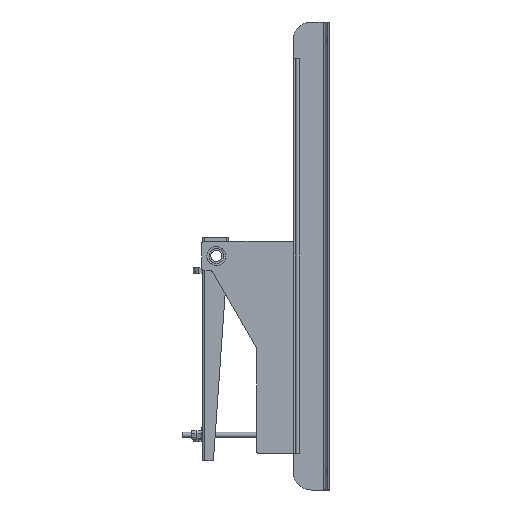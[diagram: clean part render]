
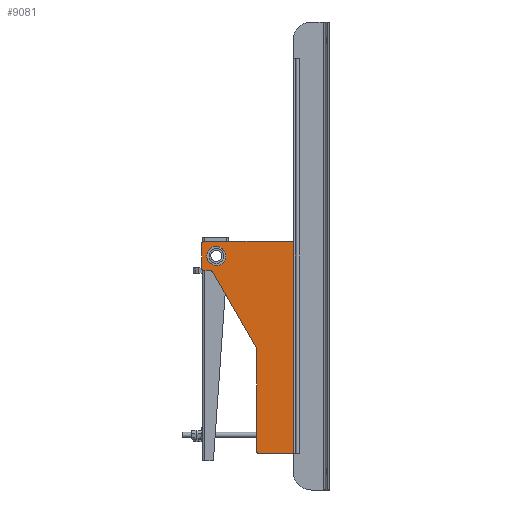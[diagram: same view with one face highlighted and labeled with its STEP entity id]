
A CAD part, left-side view. The second image highlights one B-rep face of the part: STEP entity #9081.
In plain terms, the highlighted face is planar.
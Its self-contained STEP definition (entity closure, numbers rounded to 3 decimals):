
#71 = PLANE ( 'NONE',  #7060 ) ;
#74 = ORIENTED_EDGE ( 'NONE', *, *, #215, .T. ) ;
#215 = EDGE_CURVE ( 'NONE', #7576, #462, #4423, .T. ) ;
#299 = VECTOR ( 'NONE', #6424, 1000. ) ;
#382 = VERTEX_POINT ( 'NONE', #3919 ) ;
#392 = LINE ( 'NONE', #6570, #8165 ) ;
#399 = EDGE_CURVE ( 'NONE', #462, #12763, #9515, .T. ) ;
#462 = VERTEX_POINT ( 'NONE', #9382 ) ;
#491 = DIRECTION ( 'NONE',  ( 0., 0., -1. ) ) ;
#689 = VERTEX_POINT ( 'NONE', #13235 ) ;
#693 = CARTESIAN_POINT ( 'NONE',  ( 174.725, -476.147, 8. ) ) ;
#739 = LINE ( 'NONE', #4885, #3973 ) ;
#803 = DIRECTION ( 'NONE',  ( -1., 0., 0. ) ) ;
#1101 = VERTEX_POINT ( 'NONE', #2785 ) ;
#1150 = ORIENTED_EDGE ( 'NONE', *, *, #9090, .T. ) ;
#1608 = CARTESIAN_POINT ( 'NONE',  ( 114.725, -510.147, 8. ) ) ;
#1652 = EDGE_CURVE ( 'NONE', #1101, #2194, #11061, .T. ) ;
#1959 = EDGE_LOOP ( 'NONE', ( #3694, #5863 ) ) ;
#1979 = LINE ( 'NONE', #693, #10617 ) ;
#1985 = EDGE_CURVE ( 'NONE', #3015, #7576, #4532, .T. ) ;
#2042 = FACE_BOUND ( 'NONE', #1959, .T. ) ;
#2194 = VERTEX_POINT ( 'NONE', #10450 ) ;
#2336 = CARTESIAN_POINT ( 'NONE',  ( 168.725, -550.147, 8. ) ) ;
#2409 = AXIS2_PLACEMENT_3D ( 'NONE', #9765, #491, #3623 ) ;
#2466 = EDGE_CURVE ( 'NONE', #12763, #5526, #7583, .T. ) ;
#2529 = ORIENTED_EDGE ( 'NONE', *, *, #3386, .T. ) ;
#2570 = EDGE_CURVE ( 'NONE', #11862, #689, #1979, .T. ) ;
#2627 = VECTOR ( 'NONE', #11641, 1000. ) ;
#2683 = AXIS2_PLACEMENT_3D ( 'NONE', #7634, #4671, #8788 ) ;
#2752 = ORIENTED_EDGE ( 'NONE', *, *, #399, .T. ) ;
#2774 = CARTESIAN_POINT ( 'NONE',  ( 18.725, 23.853, 8. ) ) ;
#2785 = CARTESIAN_POINT ( 'NONE',  ( 24.725, 23.853, 8. ) ) ;
#2927 = CIRCLE ( 'NONE', #10496, 6. ) ;
#3015 = VERTEX_POINT ( 'NONE', #5781 ) ;
#3083 = ORIENTED_EDGE ( 'NONE', *, *, #6795, .T. ) ;
#3107 = DIRECTION ( 'NONE',  ( 0., 0., 1. ) ) ;
#3337 = VECTOR ( 'NONE', #5435, 1000. ) ;
#3386 = EDGE_CURVE ( 'NONE', #5394, #382, #392, .T. ) ;
#3418 = LINE ( 'NONE', #2336, #10435 ) ;
#3623 = DIRECTION ( 'NONE',  ( 1., 0., 0. ) ) ;
#3694 = ORIENTED_EDGE ( 'NONE', *, *, #10331, .F. ) ;
#3730 = CARTESIAN_POINT ( 'NONE',  ( 168.725, -476.147, 8. ) ) ;
#3756 = EDGE_LOOP ( 'NONE', ( #2529, #3083, #1150, #6812, #9477, #9451, #74, #2752, #11081, #10495, #5821, #11349 ) ) ;
#3919 = CARTESIAN_POINT ( 'NONE',  ( -75.275, -550.147, 8. ) ) ;
#3973 = VECTOR ( 'NONE', #12944, 1000. ) ;
#4220 = DIRECTION ( 'NONE',  ( 0., 0., -1. ) ) ;
#4260 = CARTESIAN_POINT ( 'NONE',  ( 25.529, -259.147, 8. ) ) ;
#4423 = CIRCLE ( 'NONE', #2683, 6. ) ;
#4424 = CARTESIAN_POINT ( 'NONE',  ( -75.275, 29.853, 8. ) ) ;
#4439 = VERTEX_POINT ( 'NONE', #9011 ) ;
#4532 = LINE ( 'NONE', #7509, #2627 ) ;
#4624 = CARTESIAN_POINT ( 'NONE',  ( 24.725, -256.147, 8. ) ) ;
#4671 = DIRECTION ( 'NONE',  ( 0., 0., -1. ) ) ;
#4815 = DIRECTION ( 'NONE',  ( 0., 0., 1. ) ) ;
#4821 = DIRECTION ( 'NONE',  ( -1., 0., 0. ) ) ;
#4885 = CARTESIAN_POINT ( 'NONE',  ( 24.725, 23.853, 8. ) ) ;
#5031 = DIRECTION ( 'NONE',  ( 0., 0., 1. ) ) ;
#5394 = VERTEX_POINT ( 'NONE', #4424 ) ;
#5435 = DIRECTION ( 'NONE',  ( -1., 0., 0. ) ) ;
#5517 = CARTESIAN_POINT ( 'NONE',  ( 174.725, -544.147, 8. ) ) ;
#5526 = VERTEX_POINT ( 'NONE', #4624 ) ;
#5682 = DIRECTION ( 'NONE',  ( 0., -1., 0. ) ) ;
#5781 = CARTESIAN_POINT ( 'NONE',  ( 168.725, -470.147, 8. ) ) ;
#5821 = ORIENTED_EDGE ( 'NONE', *, *, #1652, .T. ) ;
#5863 = ORIENTED_EDGE ( 'NONE', *, *, #10669, .F. ) ;
#5974 = CARTESIAN_POINT ( 'NONE',  ( 150.814, -470.147, 8. ) ) ;
#6256 = FACE_OUTER_BOUND ( 'NONE', #3756, .T. ) ;
#6424 = DIRECTION ( 'NONE',  ( -0.5, 0.866, 0. ) ) ;
#6539 = VERTEX_POINT ( 'NONE', #9791 ) ;
#6570 = CARTESIAN_POINT ( 'NONE',  ( -75.275, -550.147, 8. ) ) ;
#6795 = EDGE_CURVE ( 'NONE', #382, #6539, #3418, .T. ) ;
#6812 = ORIENTED_EDGE ( 'NONE', *, *, #2570, .T. ) ;
#7060 = AXIS2_PLACEMENT_3D ( 'NONE', #11191, #4220, #8137 ) ;
#7408 = CIRCLE ( 'NONE', #9140, 20. ) ;
#7414 = DIRECTION ( 'NONE',  ( 1., 0., 0. ) ) ;
#7509 = CARTESIAN_POINT ( 'NONE',  ( 150.814, -470.147, 8. ) ) ;
#7576 = VERTEX_POINT ( 'NONE', #5974 ) ;
#7583 = CIRCLE ( 'NONE', #2409, 6. ) ;
#7634 = CARTESIAN_POINT ( 'NONE',  ( 150.814, -464.147, 8. ) ) ;
#7851 = CIRCLE ( 'NONE', #10650, 6. ) ;
#7941 = VERTEX_POINT ( 'NONE', #1608 ) ;
#8137 = DIRECTION ( 'NONE',  ( -1., 0., 0. ) ) ;
#8165 = VECTOR ( 'NONE', #5682, 1000. ) ;
#8386 = CARTESIAN_POINT ( 'NONE',  ( 134.725, -510.147, 8. ) ) ;
#8788 = DIRECTION ( 'NONE',  ( 1., 0., 0. ) ) ;
#9009 = DIRECTION ( 'NONE',  ( 0., 0., 1. ) ) ;
#9011 = CARTESIAN_POINT ( 'NONE',  ( 154.725, -510.147, 8. ) ) ;
#9081 = ADVANCED_FACE ( 'NONE', ( #2042, #6256 ), #71, .F. ) ;
#9090 = EDGE_CURVE ( 'NONE', #6539, #11862, #2927, .T. ) ;
#9140 = AXIS2_PLACEMENT_3D ( 'NONE', #8386, #3107, #9331 ) ;
#9149 = DIRECTION ( 'NONE',  ( -1., 0., 0. ) ) ;
#9303 = EDGE_CURVE ( 'NONE', #5526, #1101, #739, .T. ) ;
#9331 = DIRECTION ( 'NONE',  ( -1., 0., 0. ) ) ;
#9380 = EDGE_CURVE ( 'NONE', #689, #3015, #7851, .T. ) ;
#9382 = CARTESIAN_POINT ( 'NONE',  ( 145.618, -467.147, 8. ) ) ;
#9451 = ORIENTED_EDGE ( 'NONE', *, *, #1985, .T. ) ;
#9477 = ORIENTED_EDGE ( 'NONE', *, *, #9380, .T. ) ;
#9478 = DIRECTION ( 'NONE',  ( -1., 0., 0. ) ) ;
#9515 = LINE ( 'NONE', #4260, #299 ) ;
#9765 = CARTESIAN_POINT ( 'NONE',  ( 30.725, -256.147, 8. ) ) ;
#9791 = CARTESIAN_POINT ( 'NONE',  ( 168.725, -550.147, 8. ) ) ;
#10159 = CARTESIAN_POINT ( 'NONE',  ( 168.725, -544.147, 8. ) ) ;
#10331 = EDGE_CURVE ( 'NONE', #7941, #4439, #11511, .T. ) ;
#10435 = VECTOR ( 'NONE', #7414, 1000. ) ;
#10450 = CARTESIAN_POINT ( 'NONE',  ( 18.725, 29.853, 8. ) ) ;
#10495 = ORIENTED_EDGE ( 'NONE', *, *, #9303, .T. ) ;
#10496 = AXIS2_PLACEMENT_3D ( 'NONE', #10159, #5031, #9149 ) ;
#10566 = LINE ( 'NONE', #11395, #3337 ) ;
#10617 = VECTOR ( 'NONE', #10992, 1000. ) ;
#10650 = AXIS2_PLACEMENT_3D ( 'NONE', #3730, #4815, #803 ) ;
#10669 = EDGE_CURVE ( 'NONE', #4439, #7941, #7408, .T. ) ;
#10847 = AXIS2_PLACEMENT_3D ( 'NONE', #2774, #9009, #4821 ) ;
#10992 = DIRECTION ( 'NONE',  ( 0., 1., 0. ) ) ;
#11061 = CIRCLE ( 'NONE', #10847, 6. ) ;
#11081 = ORIENTED_EDGE ( 'NONE', *, *, #2466, .T. ) ;
#11191 = CARTESIAN_POINT ( 'NONE',  ( 18.725, 23.853, 8. ) ) ;
#11349 = ORIENTED_EDGE ( 'NONE', *, *, #12321, .T. ) ;
#11395 = CARTESIAN_POINT ( 'NONE',  ( -75.275, 29.853, 8. ) ) ;
#11511 = CIRCLE ( 'NONE', #12412, 20. ) ;
#11641 = DIRECTION ( 'NONE',  ( -1., 0., 0. ) ) ;
#11862 = VERTEX_POINT ( 'NONE', #5517 ) ;
#12095 = CARTESIAN_POINT ( 'NONE',  ( 25.529, -259.147, 8. ) ) ;
#12321 = EDGE_CURVE ( 'NONE', #2194, #5394, #10566, .T. ) ;
#12412 = AXIS2_PLACEMENT_3D ( 'NONE', #13233, #13305, #9478 ) ;
#12763 = VERTEX_POINT ( 'NONE', #12095 ) ;
#12944 = DIRECTION ( 'NONE',  ( 0., 1., 0. ) ) ;
#13233 = CARTESIAN_POINT ( 'NONE',  ( 134.725, -510.147, 8. ) ) ;
#13235 = CARTESIAN_POINT ( 'NONE',  ( 174.725, -476.147, 8. ) ) ;
#13305 = DIRECTION ( 'NONE',  ( 0., 0., 1. ) ) ;
